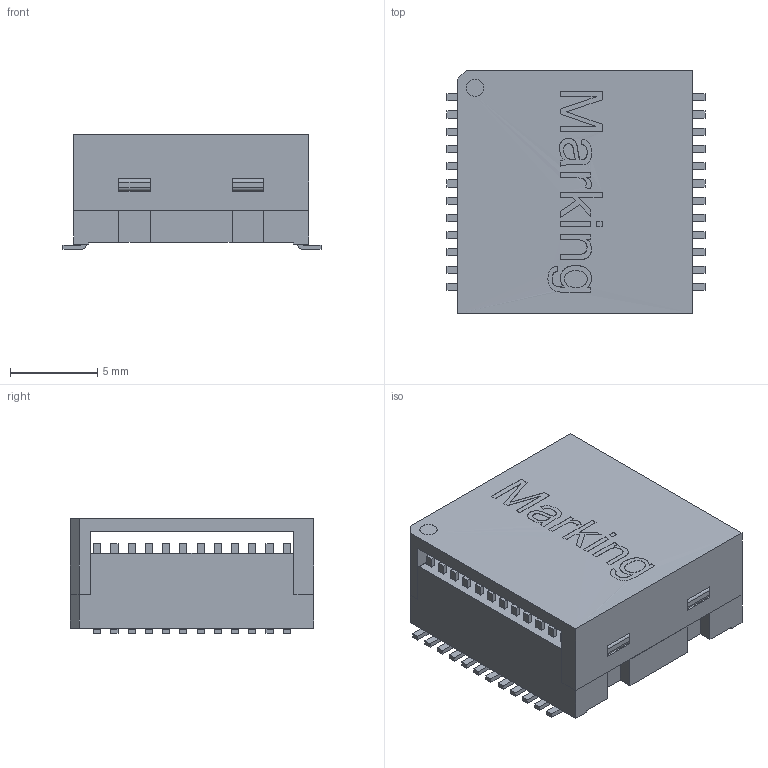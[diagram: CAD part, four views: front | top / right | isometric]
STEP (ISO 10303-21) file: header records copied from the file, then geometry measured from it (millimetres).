
FILE_DESCRIPTION(/* description */ ('Unknown'),/* implementation_level */ '2;1');
FILE_NAME(/* name */ 'T_Wurth_WE-LAN10G_749050010U',/* time_stamp */ '2025-08-26T15:09:19+08:00',/* author */ ('Unknown'),/* organization */ ('Unknown'),/* preprocessor_version */ 'ST-DEVELOPER v19.4',/* originating_system */ 'Solid Edge',/* authorisation */ 'Unknown');
FILE_SCHEMA (('AUTOMOTIVE_DESIGN {1 0 10303 214 3 1 1}'));
Length unit declared in the file: millimetre
Products named in the file (2): T_Wurth_WE-LAN10G_749050010U
Assembly tree (1 placements, depth 2):
  T_Wurth_WE-LAN10G_749050010U
    T_Wurth_WE-LAN10G_749050010U
Bounding box: 14.82 x 13.97 x 6.6 mm (x, y, z)
Volume: 552.2 mm3; surface area: 1724.7 mm2
Topology: 26 solids, 26 shells, 571 faces, 1523 edges, 1011 vertices
Faces by surface type: plane 453, cylinder 106, bspline 12
Full cylindrical faces by diameter (mm): 1 x1
Entity records: 19085 total; most frequent: CARTESIAN_POINT 3882, ORIENTED_EDGE 3042, DIRECTION 2727, EDGE_CURVE 1521, LINE 1185, VECTOR 1185, VERTEX_POINT 1011, AXIS2_PLACEMENT_3D 771
